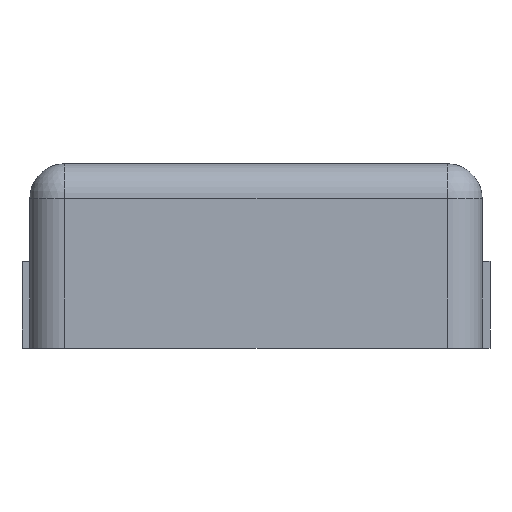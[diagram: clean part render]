
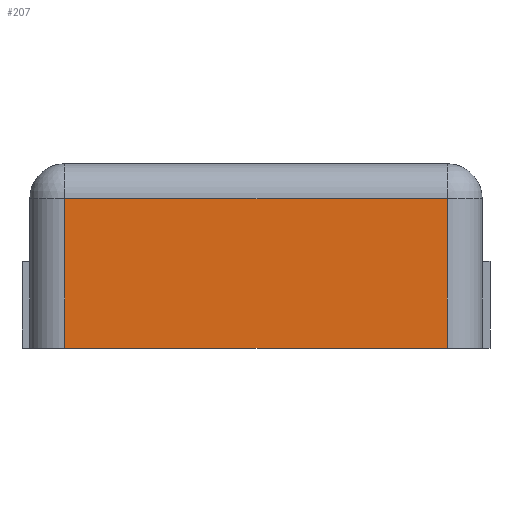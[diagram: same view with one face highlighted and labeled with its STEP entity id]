
A CAD part, front view. The second image highlights one B-rep face of the part: STEP entity #207.
In plain terms, the highlighted planar face has unit normal (0, -1, 0).
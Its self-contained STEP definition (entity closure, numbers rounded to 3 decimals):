
#63 = VERTEX_POINT('',#64);
#64 = CARTESIAN_POINT('',(-5.5,-6.05,0.));
#71 = EDGE_CURVE('',#72,#63,#74,.T.);
#72 = VERTEX_POINT('',#73);
#73 = CARTESIAN_POINT('',(5.5,-6.05,0.));
#74 = LINE('',#75,#76);
#75 = CARTESIAN_POINT('',(6.5,-6.05,0.));
#76 = VECTOR('',#77,1.);
#77 = DIRECTION('',(-1.,0.,0.));
#129 = EDGE_CURVE('',#63,#130,#132,.T.);
#130 = VERTEX_POINT('',#131);
#131 = CARTESIAN_POINT('',(-5.5,-6.05,4.3));
#132 = LINE('',#133,#134);
#133 = CARTESIAN_POINT('',(-5.5,-6.05,0.));
#134 = VECTOR('',#135,1.);
#135 = DIRECTION('',(0.,0.,1.));
#207 = ADVANCED_FACE('',(#208),#226,.T.);
#208 = FACE_BOUND('',#209,.T.);
#209 = EDGE_LOOP('',(#210,#211,#219,#225));
#210 = ORIENTED_EDGE('',*,*,#71,.F.);
#211 = ORIENTED_EDGE('',*,*,#212,.T.);
#212 = EDGE_CURVE('',#72,#213,#215,.T.);
#213 = VERTEX_POINT('',#214);
#214 = CARTESIAN_POINT('',(5.5,-6.05,4.3));
#215 = LINE('',#216,#217);
#216 = CARTESIAN_POINT('',(5.5,-6.05,0.));
#217 = VECTOR('',#218,1.);
#218 = DIRECTION('',(0.,0.,1.));
#219 = ORIENTED_EDGE('',*,*,#220,.T.);
#220 = EDGE_CURVE('',#213,#130,#221,.T.);
#221 = LINE('',#222,#223);
#222 = CARTESIAN_POINT('',(6.5,-6.05,4.3));
#223 = VECTOR('',#224,1.);
#224 = DIRECTION('',(-1.,0.,0.));
#225 = ORIENTED_EDGE('',*,*,#129,.F.);
#226 = PLANE('',#227);
#227 = AXIS2_PLACEMENT_3D('',#228,#229,#230);
#228 = CARTESIAN_POINT('',(6.5,-6.05,0.));
#229 = DIRECTION('',(0.,-1.,0.));
#230 = DIRECTION('',(-1.,0.,0.));
